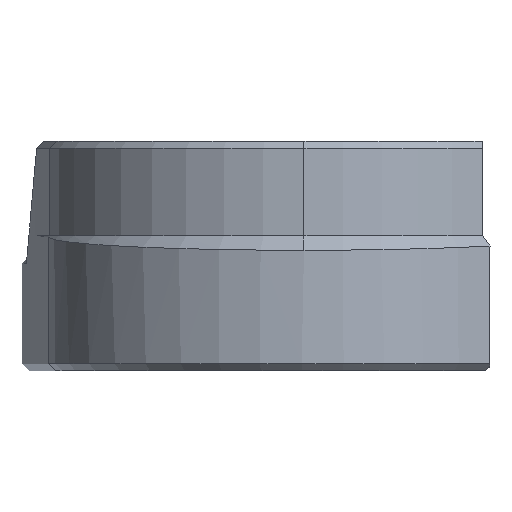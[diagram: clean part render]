
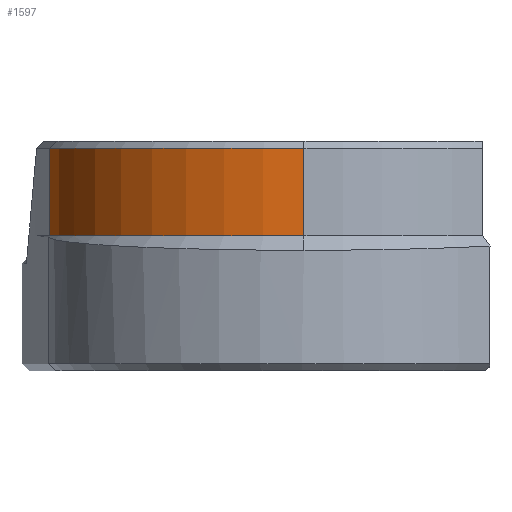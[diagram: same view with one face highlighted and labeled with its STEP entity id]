
A CAD part, left-side view. The second image highlights one B-rep face of the part: STEP entity #1597.
In plain terms, the highlighted cylindrical face has radius 35.8 mm (diameter 71.6 mm), a partial arc.
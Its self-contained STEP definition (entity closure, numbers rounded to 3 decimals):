
#1531=CARTESIAN_POINT('',(-52.13,35.429,24.));
#1532=VERTEX_POINT('',#1531);
#1533=CARTESIAN_POINT('',(-52.13,35.429,11.8));
#1534=VERTEX_POINT('',#1533);
#1535=CARTESIAN_POINT('',(-52.13,35.429,24.));
#1536=DIRECTION('',(0.,0.,-1.));
#1537=VECTOR('',#1536,12.2);
#1538=LINE('',#1535,#1537);
#1539=EDGE_CURVE('',#1532,#1534,#1538,.T.);
#1565=CARTESIAN_POINT('',(-46.99,0.,23.));
#1566=DIRECTION('',(0.,0.,-1.));
#1567=DIRECTION('',(-1.,0.,0.));
#1568=AXIS2_PLACEMENT_3D('',#1565,#1566,#1567);
#1569=CYLINDRICAL_SURFACE('',#1568,35.8);
#1570=CARTESIAN_POINT('',(-82.79,0.,11.8));
#1571=VERTEX_POINT('',#1570);
#1572=CARTESIAN_POINT('',(-82.79,0.,24.));
#1573=VERTEX_POINT('',#1572);
#1574=CARTESIAN_POINT('',(-82.79,0.,11.8));
#1575=DIRECTION('',(-0.,-0.,1.));
#1576=VECTOR('',#1575,12.2);
#1577=LINE('',#1574,#1576);
#1578=EDGE_CURVE('',#1571,#1573,#1577,.T.);
#1579=ORIENTED_EDGE('',*,*,#1578,.T.);
#1580=CARTESIAN_POINT('',(-46.99,0.,24.));
#1581=DIRECTION('',(-0.,-0.,-1.));
#1582=DIRECTION('',(1.,0.,-0.));
#1583=AXIS2_PLACEMENT_3D('',#1580,#1581,#1582);
#1584=CIRCLE('',#1583,35.8);
#1585=EDGE_CURVE('',#1573,#1532,#1584,.T.);
#1586=ORIENTED_EDGE('',*,*,#1585,.T.);
#1587=ORIENTED_EDGE('',*,*,#1539,.T.);
#1588=CARTESIAN_POINT('',(-46.99,0.,11.8));
#1589=DIRECTION('',(-0.,-0.,1.));
#1590=DIRECTION('',(-1.,0.,0.));
#1591=AXIS2_PLACEMENT_3D('',#1588,#1589,#1590);
#1592=CIRCLE('',#1591,35.8);
#1593=EDGE_CURVE('',#1534,#1571,#1592,.T.);
#1594=ORIENTED_EDGE('',*,*,#1593,.T.);
#1595=EDGE_LOOP('',(#1579,#1586,#1587,#1594));
#1596=FACE_BOUND('',#1595,.T.);
#1597=ADVANCED_FACE('',(#1596),#1569,.T.);
